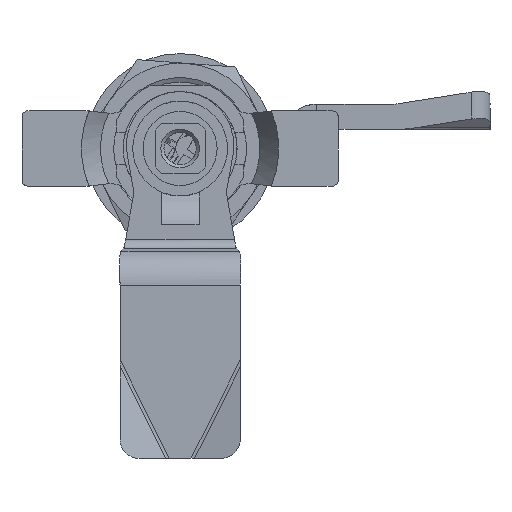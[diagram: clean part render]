
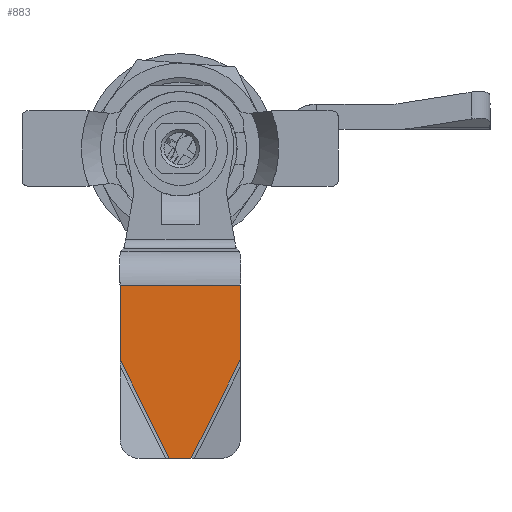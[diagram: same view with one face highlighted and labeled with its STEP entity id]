
A CAD part, front view. The second image highlights one B-rep face of the part: STEP entity #883.
In plain terms, the highlighted face is planar.
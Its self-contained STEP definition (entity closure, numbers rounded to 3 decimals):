
#883 = ADVANCED_FACE( '', ( #1907 ), #1908, .F. );
#1907 = FACE_OUTER_BOUND( '', #3494, .T. );
#1908 = PLANE( '', #3495 );
#3494 = EDGE_LOOP( '', ( #7386, #7387, #7388, #7389, #7390, #7391 ) );
#3495 = AXIS2_PLACEMENT_3D( '', #7392, #7393, #7394 );
#7386 = ORIENTED_EDGE( '', *, *, #8882, .F. );
#7387 = ORIENTED_EDGE( '', *, *, #8860, .F. );
#7388 = ORIENTED_EDGE( '', *, *, #8880, .F. );
#7389 = ORIENTED_EDGE( '', *, *, #8874, .F. );
#7390 = ORIENTED_EDGE( '', *, *, #8878, .F. );
#7391 = ORIENTED_EDGE( '', *, *, #8848, .F. );
#7392 = CARTESIAN_POINT( '', ( -5.874, 0., 7.003 ) );
#7393 = DIRECTION( '', ( 0., 0., -1. ) );
#7394 = DIRECTION( '', ( -1., 0., 0. ) );
#8848 = EDGE_CURVE( '', #10929, #10948, #10949, .T. );
#8860 = EDGE_CURVE( '', #10969, #10959, #10971, .T. );
#8874 = EDGE_CURVE( '', #10992, #10994, #10995, .T. );
#8878 = EDGE_CURVE( '', #10948, #10992, #10999, .T. );
#8880 = EDGE_CURVE( '', #10994, #10969, #11001, .T. );
#8882 = EDGE_CURVE( '', #10959, #10929, #11003, .F. );
#10929 = VERTEX_POINT( '', #15215 );
#10948 = VERTEX_POINT( '', #15291 );
#10949 = LINE( '', #15292, #15293 );
#10959 = VERTEX_POINT( '', #15306 );
#10969 = VERTEX_POINT( '', #15320 );
#10971 = LINE( '', #15322, #15323 );
#10992 = VERTEX_POINT( '', #15351 );
#10994 = VERTEX_POINT( '', #15353 );
#10995 = LINE( '', #15354, #15355 );
#10999 = LINE( '', #15361, #15362 );
#11001 = LINE( '', #15365, #15366 );
#11003 = LINE( '', #15368, #15369 );
#15215 = CARTESIAN_POINT( '', ( 21.597, 9.5, 7.003 ) );
#15291 = CARTESIAN_POINT( '', ( 33.423, 9.5, 7.003 ) );
#15292 = CARTESIAN_POINT( '', ( -5.874, 9.5, 7.003 ) );
#15293 = VECTOR( '', #17281, 1000. );
#15306 = CARTESIAN_POINT( '', ( 21.597, -9.5, 7.003 ) );
#15320 = CARTESIAN_POINT( '', ( 33.423, -9.5, 7.003 ) );
#15322 = CARTESIAN_POINT( '', ( -5.874, -9.5, 7.003 ) );
#15323 = VECTOR( '', #17300, 1000. );
#15351 = CARTESIAN_POINT( '', ( 48.996, 1.713, 7.003 ) );
#15353 = CARTESIAN_POINT( '', ( 48.996, -1.713, 7.003 ) );
#15354 = CARTESIAN_POINT( '', ( 48.996, 0., 7.003 ) );
#15355 = VECTOR( '', #17326, 1000. );
#15361 = CARTESIAN_POINT( '', ( 5.786, 23.319, 7.003 ) );
#15362 = VECTOR( '', #17332, 1000. );
#15365 = CARTESIAN_POINT( '', ( 5.786, -23.319, 7.003 ) );
#15366 = VECTOR( '', #17334, 1000. );
#15368 = CARTESIAN_POINT( '', ( 21.597, 9.5, 7.003 ) );
#15369 = VECTOR( '', #17338, 1000. );
#17281 = DIRECTION( '', ( 1., 0., 0. ) );
#17300 = DIRECTION( '', ( -1., 0., 0. ) );
#17326 = DIRECTION( '', ( 0., -1., 0. ) );
#17332 = DIRECTION( '', ( 0.894, -0.447, 0. ) );
#17334 = DIRECTION( '', ( -0.894, -0.447, 0. ) );
#17338 = DIRECTION( '', ( 0., -1., 0. ) );
